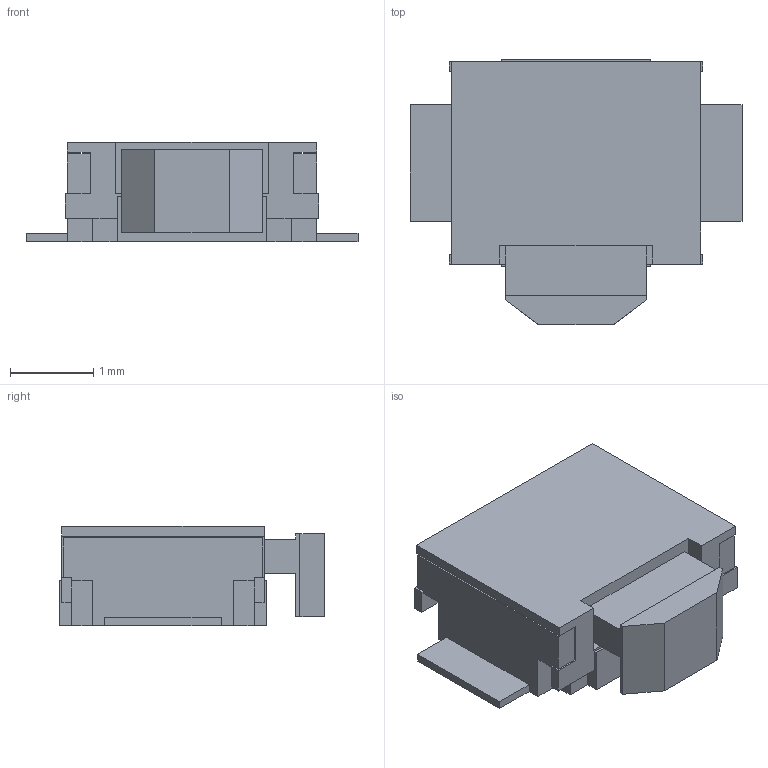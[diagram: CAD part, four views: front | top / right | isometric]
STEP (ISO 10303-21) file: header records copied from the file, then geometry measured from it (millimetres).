
FILE_DESCRIPTION(('FreeCAD Model'),'2;1');
FILE_NAME('OMRON_B3U-3000P.step', '2018-04-01T10:42:08',('Author'),(''), 'Open CASCADE STEP processor 6.8','FreeCAD','Unknown');
FILE_SCHEMA(('AUTOMOTIVE_DESIGN { 1 0 10303 214 1 1 1 1 }'));
Length unit declared in the file: millimetre
Products named in the file (1): B3U_3000P[]
Bounding box: 4 x 3.2 x 1.2 mm (x, y, z)
Volume: 9.4 mm3; surface area: 39.8 mm2
Topology: 1 solids, 1 shells, 89 faces, 254 edges, 168 vertices
Faces by surface type: plane 89
Entity records: 6775 total; most frequent: CARTESIAN_POINT 1020, DIRECTION 942, LINE 762, VECTOR 762, ORIENTED_EDGE 508, PCURVE 508, DEFINITIONAL_REPRESENTATION 508, EDGE_CURVE 254
